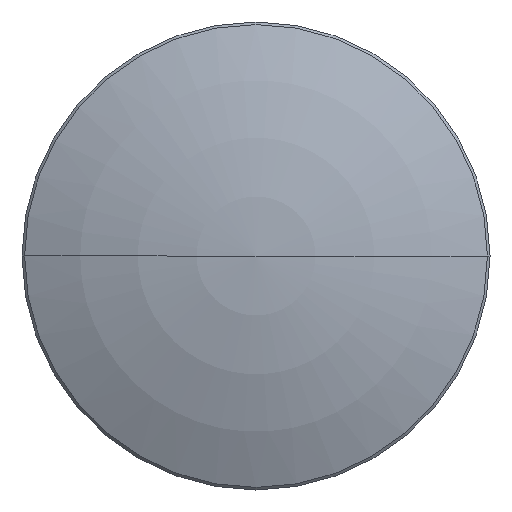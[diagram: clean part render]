
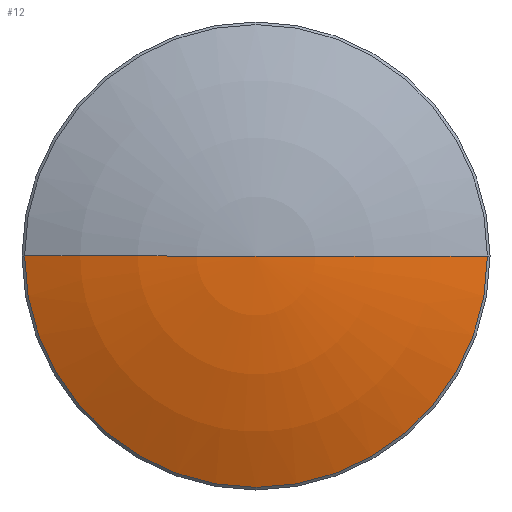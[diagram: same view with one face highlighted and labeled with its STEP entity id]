
A CAD part, left-side view. The second image highlights one B-rep face of the part: STEP entity #12.
In plain terms, the highlighted toroidal (fillet/blend) face has major radius 0.035 mm and minor radius 31 mm.
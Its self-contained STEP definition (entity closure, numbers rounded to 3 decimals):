
#2 = ORIENTED_EDGE ( 'NONE', *, *, #5, .T. ) ;
#4 = ORIENTED_EDGE ( 'NONE', *, *, #16, .T. ) ;
#5 = EDGE_CURVE ( 'NONE', #319, #81, #173, .T. ) ;
#12 = ADVANCED_FACE ( 'NONE', ( #108 ), #114, .T. ) ;
#16 = EDGE_CURVE ( 'NONE', #318, #319, #151, .T. ) ;
#20 = ORIENTED_EDGE ( 'NONE', *, *, #84, .F. ) ;
#21 = EDGE_LOOP ( 'NONE', ( #20, #4, #2 ) ) ;
#81 = VERTEX_POINT ( 'NONE', #228 ) ;
#84 = EDGE_CURVE ( 'NONE', #318, #81, #219, .T. ) ;
#88 = DIRECTION ( 'NONE',  ( 0., 0., -1. ) ) ;
#89 = CARTESIAN_POINT ( 'NONE',  ( 27.3, 0.035, 0. ) ) ;
#103 = AXIS2_PLACEMENT_3D ( 'NONE', #89, #88, #109 ) ;
#107 = DIRECTION ( 'NONE',  ( 0., -1., 0. ) ) ;
#108 = FACE_OUTER_BOUND ( 'NONE', #21, .T. ) ;
#109 = DIRECTION ( 'NONE',  ( -1., 0., 0. ) ) ;
#114 = TOROIDAL_SURFACE ( 'NONE', #126, -0.035, 31. ) ;
#126 = AXIS2_PLACEMENT_3D ( 'NONE', #137, #150, #170 ) ;
#137 = CARTESIAN_POINT ( 'NONE',  ( 27.3, 0., 0. ) ) ;
#150 = DIRECTION ( 'NONE',  ( -1., 0., 0. ) ) ;
#151 = CIRCLE ( 'NONE', #157, 12.559 ) ;
#157 = AXIS2_PLACEMENT_3D ( 'NONE', #172, #171, #107 ) ;
#170 = DIRECTION ( 'NONE',  ( 0., -1., 0. ) ) ;
#171 = DIRECTION ( 'NONE',  ( -1., 0., 0. ) ) ;
#172 = CARTESIAN_POINT ( 'NONE',  ( -1.027, 0., 0. ) ) ;
#173 = CIRCLE ( 'NONE', #103, 31. ) ;
#205 = DIRECTION ( 'NONE',  ( 0., -1., 0. ) ) ;
#206 = DIRECTION ( 'NONE',  ( 0., 0., 1. ) ) ;
#219 = CIRCLE ( 'NONE', #220, 31. ) ;
#220 = AXIS2_PLACEMENT_3D ( 'NONE', #229, #206, #205 ) ;
#223 = CARTESIAN_POINT ( 'NONE',  ( -1.027, -12.559, 0. ) ) ;
#228 = CARTESIAN_POINT ( 'NONE',  ( -3.7, 0., 0. ) ) ;
#229 = CARTESIAN_POINT ( 'NONE',  ( 27.3, -0.035, 0. ) ) ;
#275 = CARTESIAN_POINT ( 'NONE',  ( -1.027, 12.559, 0. ) ) ;
#318 = VERTEX_POINT ( 'NONE', #275 ) ;
#319 = VERTEX_POINT ( 'NONE', #223 ) ;
